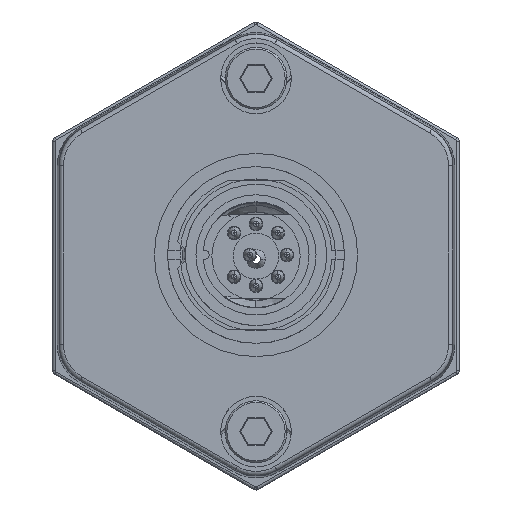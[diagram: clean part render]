
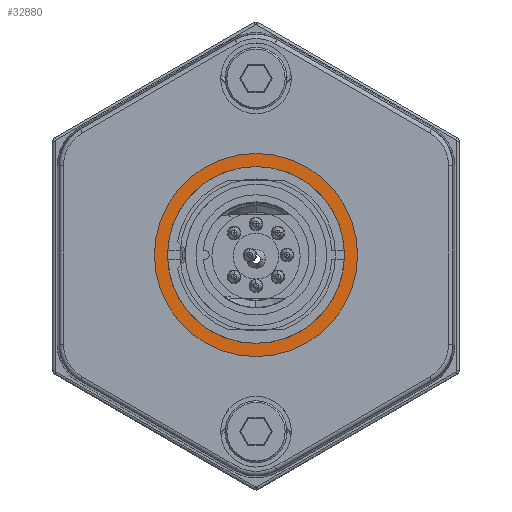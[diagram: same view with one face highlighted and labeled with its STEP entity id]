
A CAD part, top view. The second image highlights one B-rep face of the part: STEP entity #32880.
In plain terms, the highlighted planar face has unit normal (0, 0, 1).
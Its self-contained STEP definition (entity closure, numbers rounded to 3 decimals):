
#643 = CARTESIAN_POINT ( 'NONE',  ( -2.958, 8.5, 59.3 ) ) ;
#778 = CARTESIAN_POINT ( 'NONE',  ( -10.3, 0., 59.3 ) ) ;
#784 = VECTOR ( 'NONE', #14759, 1000. ) ;
#1540 = ORIENTED_EDGE ( 'NONE', *, *, #27530, .T. ) ;
#1968 = VERTEX_POINT ( 'NONE', #28831 ) ;
#2417 = CARTESIAN_POINT ( 'NONE',  ( -8.888, 1.416, 59.3 ) ) ;
#2516 = AXIS2_PLACEMENT_3D ( 'NONE', #34840, #14992, #38212 ) ;
#2717 = AXIS2_PLACEMENT_3D ( 'NONE', #42737, #22922, #3025 ) ;
#2983 = EDGE_CURVE ( 'NONE', #22151, #20850, #13452, .T. ) ;
#3025 = DIRECTION ( 'NONE',  ( 1., 0., 0. ) ) ;
#3323 = CARTESIAN_POINT ( 'NONE',  ( 11.5, 0., 59.3 ) ) ;
#3925 = ORIENTED_EDGE ( 'NONE', *, *, #27430, .T. ) ;
#4058 = CIRCLE ( 'NONE', #2717, 11.5 ) ;
#4071 = DIRECTION ( 'NONE',  ( 1., 0., 0. ) ) ;
#4268 = DIRECTION ( 'NONE',  ( 0., 0., 1. ) ) ;
#5603 = ORIENTED_EDGE ( 'NONE', *, *, #14241, .T. ) ;
#6123 = EDGE_CURVE ( 'NONE', #15278, #22151, #32012, .T. ) ;
#6534 = ORIENTED_EDGE ( 'NONE', *, *, #10554, .T. ) ;
#8151 = ORIENTED_EDGE ( 'NONE', *, *, #16220, .T. ) ;
#9249 = CARTESIAN_POINT ( 'NONE',  ( -2.958, -8.5, 59.3 ) ) ;
#9802 = VECTOR ( 'NONE', #23179, 1000. ) ;
#10028 = ORIENTED_EDGE ( 'NONE', *, *, #2983, .T. ) ;
#10554 = EDGE_CURVE ( 'NONE', #18283, #18073, #4058, .T. ) ;
#10774 = PLANE ( 'NONE',  #33005 ) ;
#10796 = CARTESIAN_POINT ( 'NONE',  ( -11.5, 0., 59.3 ) ) ;
#11200 = ORIENTED_EDGE ( 'NONE', *, *, #30529, .T. ) ;
#11424 = CARTESIAN_POINT ( 'NONE',  ( -2.958, 8.5, 59.3 ) ) ;
#11755 = AXIS2_PLACEMENT_3D ( 'NONE', #19026, #42203, #22379 ) ;
#13452 = CIRCLE ( 'NONE', #18242, 9. ) ;
#13754 = FACE_OUTER_BOUND ( 'NONE', #27370, .T. ) ;
#14241 = EDGE_CURVE ( 'NONE', #20850, #1968, #19449, .T. ) ;
#14759 = DIRECTION ( 'NONE',  ( 1., 0., 0. ) ) ;
#14992 = DIRECTION ( 'NONE',  ( 0., 0., 1. ) ) ;
#15278 = VERTEX_POINT ( 'NONE', #39156 ) ;
#16220 = EDGE_CURVE ( 'NONE', #30240, #29898, #18641, .T. ) ;
#18073 = VERTEX_POINT ( 'NONE', #3323 ) ;
#18242 = AXIS2_PLACEMENT_3D ( 'NONE', #37919, #31543, #25169 ) ;
#18283 = VERTEX_POINT ( 'NONE', #10796 ) ;
#18641 = LINE ( 'NONE', #19821, #9802 ) ;
#18926 = DIRECTION ( 'NONE',  ( 0., 0., -1. ) ) ;
#19026 = CARTESIAN_POINT ( 'NONE',  ( 0., 0., 59.3 ) ) ;
#19221 = CIRCLE ( 'NONE', #11755, 9. ) ;
#19449 = LINE ( 'NONE', #11424, #784 ) ;
#19821 = CARTESIAN_POINT ( 'NONE',  ( -2.958, -8.5, 59.3 ) ) ;
#20850 = VERTEX_POINT ( 'NONE', #643 ) ;
#22151 = VERTEX_POINT ( 'NONE', #2417 ) ;
#22379 = DIRECTION ( 'NONE',  ( 1., 0., 0. ) ) ;
#22554 = AXIS2_PLACEMENT_3D ( 'NONE', #38762, #18926, #42102 ) ;
#22922 = DIRECTION ( 'NONE',  ( 0., 0., 1. ) ) ;
#23179 = DIRECTION ( 'NONE',  ( -1., 0., 0. ) ) ;
#23993 = DIRECTION ( 'NONE',  ( 0., 0., 1. ) ) ;
#24189 = CARTESIAN_POINT ( 'NONE',  ( 0., 0., 59.3 ) ) ;
#25169 = DIRECTION ( 'NONE',  ( 1., 0., 0. ) ) ;
#26764 = CIRCLE ( 'NONE', #2516, 11.5 ) ;
#27370 = EDGE_LOOP ( 'NONE', ( #3925, #6534 ) ) ;
#27430 = EDGE_CURVE ( 'NONE', #18073, #18283, #26764, .T. ) ;
#27493 = DIRECTION ( 'NONE',  ( 1., 0., 0. ) ) ;
#27530 = EDGE_CURVE ( 'NONE', #29898, #15278, #40226, .T. ) ;
#28831 = CARTESIAN_POINT ( 'NONE',  ( 2.958, 8.5, 59.3 ) ) ;
#29542 = AXIS2_PLACEMENT_3D ( 'NONE', #778, #23993, #4071 ) ;
#29898 = VERTEX_POINT ( 'NONE', #9249 ) ;
#30240 = VERTEX_POINT ( 'NONE', #31434 ) ;
#30529 = EDGE_CURVE ( 'NONE', #1968, #30240, #19221, .T. ) ;
#31434 = CARTESIAN_POINT ( 'NONE',  ( 2.958, -8.5, 59.3 ) ) ;
#31543 = DIRECTION ( 'NONE',  ( 0., 0., -1. ) ) ;
#32012 = CIRCLE ( 'NONE', #29542, 2. ) ;
#32880 = ADVANCED_FACE ( 'NONE', ( #13754, #41262 ), #10774, .T. ) ;
#33005 = AXIS2_PLACEMENT_3D ( 'NONE', #24189, #4268, #27493 ) ;
#34840 = CARTESIAN_POINT ( 'NONE',  ( 0., 0., 59.3 ) ) ;
#37919 = CARTESIAN_POINT ( 'NONE',  ( 0., 0., 59.3 ) ) ;
#38212 = DIRECTION ( 'NONE',  ( 1., 0., 0. ) ) ;
#38762 = CARTESIAN_POINT ( 'NONE',  ( 0., 0., 59.3 ) ) ;
#39156 = CARTESIAN_POINT ( 'NONE',  ( -8.888, -1.416, 59.3 ) ) ;
#40226 = CIRCLE ( 'NONE', #22554, 9. ) ;
#40422 = ORIENTED_EDGE ( 'NONE', *, *, #6123, .T. ) ;
#40621 = EDGE_LOOP ( 'NONE', ( #11200, #8151, #1540, #40422, #10028, #5603 ) ) ;
#41262 = FACE_BOUND ( 'NONE', #40621, .T. ) ;
#42102 = DIRECTION ( 'NONE',  ( 1., 0., 0. ) ) ;
#42203 = DIRECTION ( 'NONE',  ( 0., 0., -1. ) ) ;
#42737 = CARTESIAN_POINT ( 'NONE',  ( 0., 0., 59.3 ) ) ;
